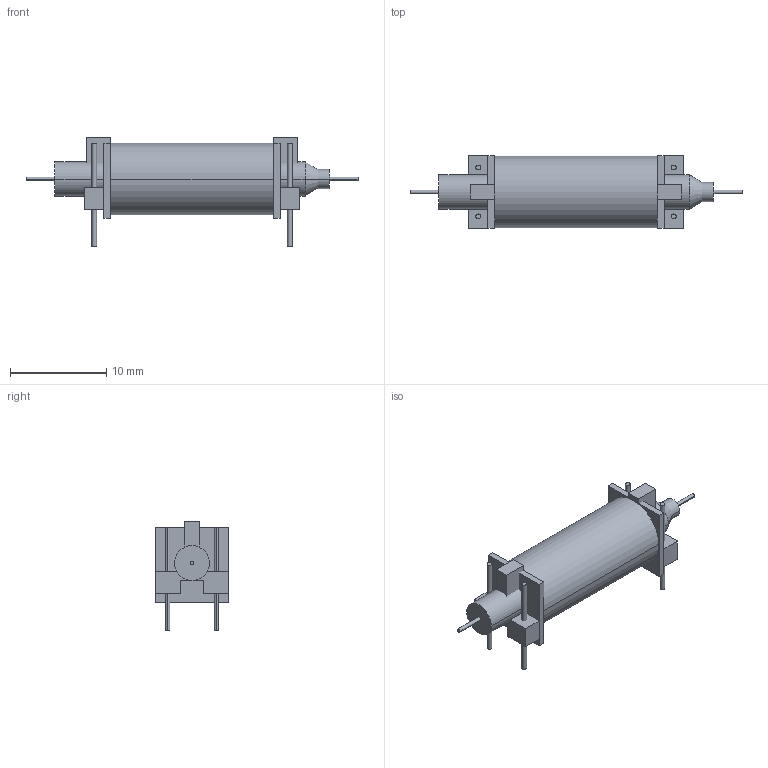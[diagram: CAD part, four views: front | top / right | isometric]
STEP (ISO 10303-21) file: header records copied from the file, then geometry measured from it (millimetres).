
FILE_DESCRIPTION((''),'2;1');
FILE_NAME('REL_MEDER_HI05-1A75.stp','2013-05-15T10:08:10',(''),(''),'Mechanical Desktop 2011','Mechanical Desktop 2011',', , ');
FILE_SCHEMA(('AUTOMOTIVE_DESIGN { 1 2 10303 214 1 1 1 1 }'));
Length unit declared in the file: millimetre
Products named in the file (1): Product
Bounding box: 34.5 x 7.5 x 11.3 mm (x, y, z)
Volume: 1013.9 mm3; surface area: 1250.6 mm2
Topology: 17 solids, 17 shells, 87 faces, 162 edges, 107 vertices
Faces by surface type: plane 65, cylinder 20, cone 2
Entity records: 2187 total; most frequent: DIRECTION 378, CARTESIAN_POINT 355, ORIENTED_EDGE 320, EDGE_CURVE 160, AXIS2_PLACEMENT_3D 130, VECTOR 118, LINE 118, VERTEX_POINT 107
